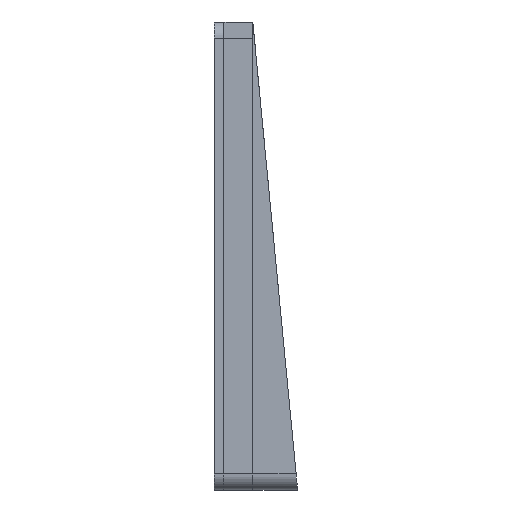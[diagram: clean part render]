
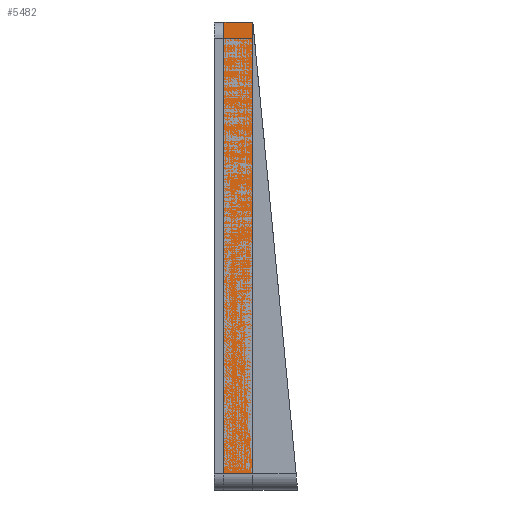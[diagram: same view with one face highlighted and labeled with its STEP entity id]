
A CAD part, left-side view. The second image highlights one B-rep face of the part: STEP entity #5482.
In plain terms, the highlighted planar face has unit normal (-1, 0, 0).
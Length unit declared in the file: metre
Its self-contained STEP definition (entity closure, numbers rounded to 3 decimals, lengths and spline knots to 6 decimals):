
#139=PLANE('',#5987);
#339=LINE('',#7715,#837);
#340=LINE('',#7718,#838);
#341=LINE('',#7720,#839);
#342=LINE('',#7722,#840);
#837=VECTOR('',#6320,1.);
#838=VECTOR('',#6321,1.);
#839=VECTOR('',#6322,1.);
#840=VECTOR('',#6323,1.);
#1479=ORIENTED_EDGE('',*,*,#3021,.F.);
#1480=ORIENTED_EDGE('',*,*,#3022,.T.);
#1481=ORIENTED_EDGE('',*,*,#3023,.T.);
#1482=ORIENTED_EDGE('',*,*,#3024,.F.);
#3021=EDGE_CURVE('',#3803,#3804,#339,.T.);
#3022=EDGE_CURVE('',#3803,#3805,#340,.T.);
#3023=EDGE_CURVE('',#3805,#3806,#341,.T.);
#3024=EDGE_CURVE('',#3804,#3806,#342,.T.);
#3803=VERTEX_POINT('',#7716);
#3804=VERTEX_POINT('',#7717);
#3805=VERTEX_POINT('',#7719);
#3806=VERTEX_POINT('',#7721);
#4600=EDGE_LOOP('',(#1479,#1480,#1481,#1482));
#4974=FACE_BOUND('',#4600,.T.);
#5482=ADVANCED_FACE('',(#4974),#139,.F.);
#5987=AXIS2_PLACEMENT_3D('',#7714,#6318,#6319);
#6318=DIRECTION('',(1.,0.,0.));
#6319=DIRECTION('',(0.,-1.,0.));
#6320=DIRECTION('',(0.,0.,1.));
#6321=DIRECTION('',(0.,-1.,0.));
#6322=DIRECTION('',(0.,0.,1.));
#6323=DIRECTION('',(0.,-1.,0.));
#7714=CARTESIAN_POINT('',(-0.182,0.009,0.));
#7715=CARTESIAN_POINT('',(-0.182,0.009,0.));
#7716=CARTESIAN_POINT('',(-0.182,0.009,-0.068));
#7717=CARTESIAN_POINT('',(-0.182,0.009,0.073));
#7718=CARTESIAN_POINT('',(-0.182,0.009,-0.068));
#7719=CARTESIAN_POINT('',(-0.182,0.,-0.068));
#7720=CARTESIAN_POINT('',(-0.182,0.,0.));
#7721=CARTESIAN_POINT('',(-0.182,0.,0.073));
#7722=CARTESIAN_POINT('',(-0.182,0.009,0.073));
